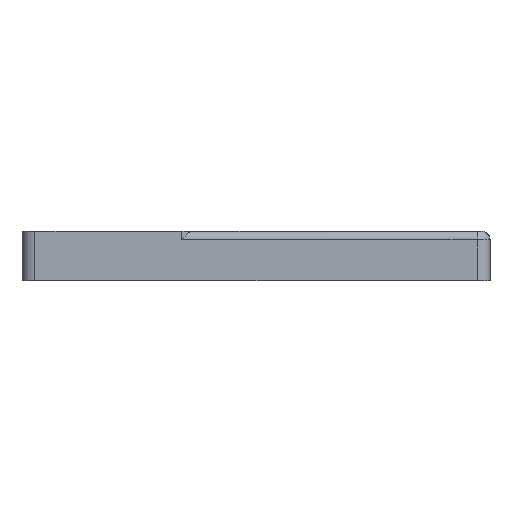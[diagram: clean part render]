
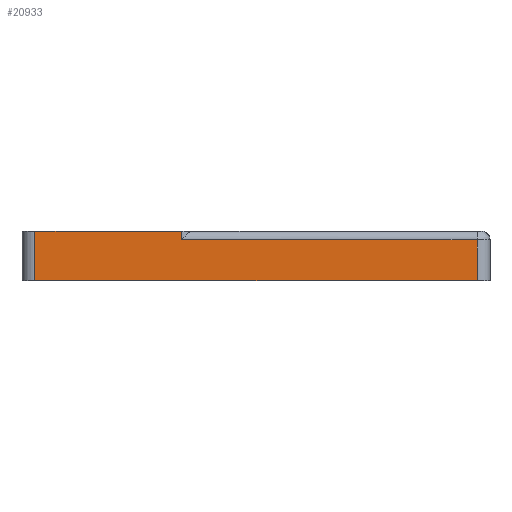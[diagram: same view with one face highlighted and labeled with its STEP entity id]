
A CAD part, left-side view. The second image highlights one B-rep face of the part: STEP entity #20933.
In plain terms, the highlighted planar face has unit normal (-1, 0, 0).
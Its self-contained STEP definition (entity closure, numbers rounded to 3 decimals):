
#268=PLANE('',#22276);
#1153=FACE_OUTER_BOUND('',#2330,.T.);
#2330=EDGE_LOOP('',(#15575,#15576,#15577,#15578,#15579,#15580));
#4273=LINE('',#31934,#6912);
#4274=LINE('',#31936,#6913);
#4275=LINE('',#31938,#6914);
#4276=LINE('',#31940,#6915);
#4277=LINE('',#31942,#6916);
#4278=LINE('',#31943,#6917);
#6912=VECTOR('',#24860,2.);
#6913=VECTOR('',#24861,33.946);
#6914=VECTOR('',#24862,11.5);
#6915=VECTOR('',#24863,102.5);
#6916=VECTOR('',#24864,9.5);
#6917=VECTOR('',#24865,68.554);
#10189=VERTEX_POINT('',#31932);
#10190=VERTEX_POINT('',#31933);
#10191=VERTEX_POINT('',#31935);
#10192=VERTEX_POINT('',#31937);
#10193=VERTEX_POINT('',#31939);
#10194=VERTEX_POINT('',#31941);
#12328=EDGE_CURVE('',#10189,#10190,#4273,.T.);
#12329=EDGE_CURVE('',#10190,#10191,#4274,.T.);
#12330=EDGE_CURVE('',#10191,#10192,#4275,.T.);
#12331=EDGE_CURVE('',#10193,#10192,#4276,.T.);
#12332=EDGE_CURVE('',#10193,#10194,#4277,.T.);
#12333=EDGE_CURVE('',#10194,#10189,#4278,.T.);
#15575=ORIENTED_EDGE('',*,*,#12328,.T.);
#15576=ORIENTED_EDGE('',*,*,#12329,.T.);
#15577=ORIENTED_EDGE('',*,*,#12330,.T.);
#15578=ORIENTED_EDGE('',*,*,#12331,.F.);
#15579=ORIENTED_EDGE('',*,*,#12332,.T.);
#15580=ORIENTED_EDGE('',*,*,#12333,.T.);
#20933=ADVANCED_FACE('',(#1153),#268,.T.);
#22276=AXIS2_PLACEMENT_3D('',#31931,#24858,#24859);
#24858=DIRECTION('center_axis',(-1.,0.,0.));
#24859=DIRECTION('ref_axis',(0.,0.,1.));
#24860=DIRECTION('',(0.,0.,1.));
#24861=DIRECTION('',(0.,1.,0.));
#24862=DIRECTION('',(0.,0.,-1.));
#24863=DIRECTION('',(0.,1.,0.));
#24864=DIRECTION('',(0.,0.,1.));
#24865=DIRECTION('',(0.,1.,0.));
#31931=CARTESIAN_POINT('Origin',(142.246,9.5,-1.5));
#31932=CARTESIAN_POINT('',(142.246,80.054,6.));
#31933=CARTESIAN_POINT('',(142.246,80.054,8.));
#31934=CARTESIAN_POINT('',(142.246,80.054,6.));
#31935=CARTESIAN_POINT('',(142.246,114.,8.));
#31936=CARTESIAN_POINT('',(142.246,80.054,8.));
#31937=CARTESIAN_POINT('',(142.246,114.,-3.5));
#31938=CARTESIAN_POINT('',(142.246,114.,8.));
#31939=CARTESIAN_POINT('',(142.246,11.5,-3.5));
#31940=CARTESIAN_POINT('',(142.246,11.5,-3.5));
#31941=CARTESIAN_POINT('',(142.246,11.5,6.));
#31942=CARTESIAN_POINT('',(142.246,11.5,-3.5));
#31943=CARTESIAN_POINT('',(142.246,11.5,6.));
